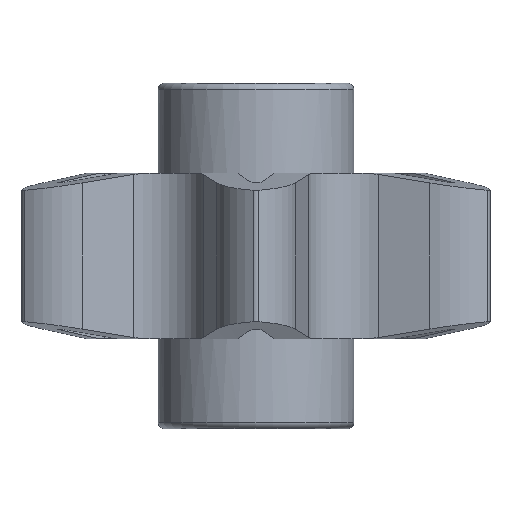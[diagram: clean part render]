
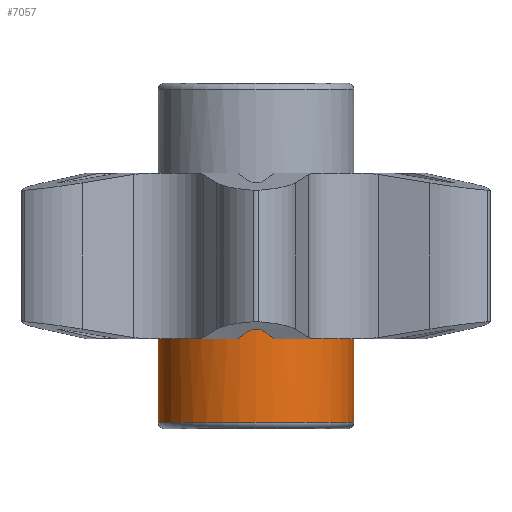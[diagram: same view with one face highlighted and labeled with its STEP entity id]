
A CAD part, front view. The second image highlights one B-rep face of the part: STEP entity #7057.
In plain terms, the highlighted cylindrical face has radius 4.5 mm (diameter 9 mm), a partial arc.
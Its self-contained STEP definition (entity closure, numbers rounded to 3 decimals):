
#512=CARTESIAN_POINT('',(0.,0.,-3.81));
#513=DIRECTION('',(0.,0.,-1.));
#514=DIRECTION('',(1.,0.,0.));
#515=AXIS2_PLACEMENT_3D('',#512,#513,#514);
#557=CARTESIAN_POINT('',(0.,0.,-3.81));
#558=DIRECTION('',(0.,0.,-1.));
#559=DIRECTION('',(-0.976,-0.219,0.));
#560=AXIS2_PLACEMENT_3D('',#557,#558,#559);
#599=CARTESIAN_POINT('',(0.,0.,-3.81));
#600=DIRECTION('',(0.,0.,-1.));
#601=DIRECTION('',(-0.298,-0.954,0.));
#602=AXIS2_PLACEMENT_3D('',#599,#600,#601);
#671=CARTESIAN_POINT('',(0.,0.,-3.81));
#672=DIRECTION('',(0.,0.,-1.));
#673=DIRECTION('',(0.677,-0.736,0.));
#674=AXIS2_PLACEMENT_3D('',#671,#672,#673);
#743=DIRECTION('',(0.,0.,-1.));
#744=VECTOR('',#743,2.51);
#745=CARTESIAN_POINT('',(1.343,-4.295,-1.3));
#746=LINE('',#745,#744);
#747=DIRECTION('',(0.,0.,1.));
#748=VECTOR('',#747,2.51);
#749=CARTESIAN_POINT('',(3.048,-3.311,-3.81));
#750=LINE('',#749,#748);
#751=CARTESIAN_POINT('',(0.,0.,-1.3));
#752=DIRECTION('',(0.,0.,-1.));
#753=DIRECTION('',(0.976,-0.219,0.));
#754=AXIS2_PLACEMENT_3D('',#751,#752,#753);
#756=DIRECTION('',(0.,0.,-1.));
#757=VECTOR('',#756,2.51);
#758=CARTESIAN_POINT('',(4.391,-0.984,
-1.3));
#759=LINE('',#758,#757);
#760=DIRECTION('',(0.,0.,-1.));
#761=VECTOR('',#760,3.828);
#762=CARTESIAN_POINT('',(4.5,0.,-3.81));
#763=LINE('',#762,#761);
#764=CARTESIAN_POINT('',(0.,0.,-7.638));
#765=DIRECTION('',(0.,0.,-1.));
#766=DIRECTION('',(1.,0.,0.));
#767=AXIS2_PLACEMENT_3D('',#764,#765,#766);
#769=DIRECTION('',(0.,0.,1.));
#770=VECTOR('',#769,3.828);
#771=CARTESIAN_POINT('',(-4.5,0.,-7.638));
#772=LINE('',#771,#770);
#773=DIRECTION('',(0.,0.,1.));
#774=VECTOR('',#773,2.51);
#775=CARTESIAN_POINT('',(-4.391,-0.984,-3.81));
#776=LINE('',#775,#774);
#777=CARTESIAN_POINT('',(0.,0.,-1.3));
#778=DIRECTION('',(0.,0.,-1.));
#779=DIRECTION('',(-0.677,-0.736,0.));
#780=AXIS2_PLACEMENT_3D('',#777,#778,#779);
#782=DIRECTION('',(0.,0.,-1.));
#783=VECTOR('',#782,2.51);
#784=CARTESIAN_POINT('',(-3.048,-3.311,
-1.3));
#785=LINE('',#784,#783);
#786=DIRECTION('',(0.,0.,1.));
#787=VECTOR('',#786,2.51);
#788=CARTESIAN_POINT('',(-1.343,-4.295,-3.81));
#789=LINE('',#788,#787);
#790=CARTESIAN_POINT('',(0.,0.,-1.3));
#791=DIRECTION('',(0.,0.,-1.));
#792=DIRECTION('',(0.298,-0.954,0.));
#793=AXIS2_PLACEMENT_3D('',#790,#791,#792);
#5429=CARTESIAN_POINT('',(4.5,0.,-7.638));
#5430=CARTESIAN_POINT('',(-4.5,0.,-7.638));
#5431=VERTEX_POINT('',#5429);
#5432=VERTEX_POINT('',#5430);
#5701=CARTESIAN_POINT('',(-4.5,0.,-3.81));
#5702=VERTEX_POINT('',#5701);
#5703=CARTESIAN_POINT('',(4.5,0.,-3.81));
#5704=VERTEX_POINT('',#5703);
#5705=CARTESIAN_POINT('',(4.391,-0.984,
-1.3));
#5706=CARTESIAN_POINT('',(4.391,-0.984,-3.81));
#5707=VERTEX_POINT('',#5705);
#5708=VERTEX_POINT('',#5706);
#5759=CARTESIAN_POINT('',(-4.391,-0.984,-1.3));
#5760=VERTEX_POINT('',#5759);
#5763=CARTESIAN_POINT('',(-4.391,-0.984,-3.81));
#5764=VERTEX_POINT('',#5763);
#5870=CARTESIAN_POINT('',(-3.048,-3.311,-3.81));
#5872=VERTEX_POINT('',#5870);
#5873=CARTESIAN_POINT('',(-1.343,-4.295,-3.81));
#5875=VERTEX_POINT('',#5873);
#5934=CARTESIAN_POINT('',(1.343,-4.295,-3.81));
#5936=VERTEX_POINT('',#5934);
#5937=CARTESIAN_POINT('',(3.048,-3.311,-3.81));
#5939=VERTEX_POINT('',#5937);
#5993=CARTESIAN_POINT('',(-3.048,-3.311,
-1.3));
#5994=VERTEX_POINT('',#5993);
#6015=CARTESIAN_POINT('',(-1.343,-4.295,-1.3));
#6016=VERTEX_POINT('',#6015);
#6089=CARTESIAN_POINT('',(1.343,-4.295,
-1.3));
#6090=VERTEX_POINT('',#6089);
#6111=CARTESIAN_POINT('',(3.048,-3.311,-1.3));
#6112=VERTEX_POINT('',#6111);
#7026=CARTESIAN_POINT('',(0.,0.,-7.938));
#7027=DIRECTION('',(0.,0.,-1.));
#7028=DIRECTION('',(-1.,0.,0.));
#7029=AXIS2_PLACEMENT_3D('',#7026,#7027,#7028);
#7030=CYLINDRICAL_SURFACE('',#7029,4.5);
#7032=ORIENTED_EDGE('',*,*,#7031,.T.);
#7033=ORIENTED_EDGE('',*,*,#6960,.F.);
#7035=ORIENTED_EDGE('',*,*,#7034,.T.);
#7036=ORIENTED_EDGE('',*,*,#6776,.F.);
#7038=ORIENTED_EDGE('',*,*,#7037,.T.);
#7039=ORIENTED_EDGE('',*,*,#6813,.F.);
#7041=ORIENTED_EDGE('',*,*,#7040,.T.);
#7043=ORIENTED_EDGE('',*,*,#7042,.T.);
#7045=ORIENTED_EDGE('',*,*,#7044,.T.);
#7046=ORIENTED_EDGE('',*,*,#6855,.F.);
#7048=ORIENTED_EDGE('',*,*,#7047,.T.);
#7049=ORIENTED_EDGE('',*,*,#6744,.F.);
#7050=ORIENTED_EDGE('',*,*,#6800,.T.);
#7051=ORIENTED_EDGE('',*,*,#6891,.F.);
#7053=ORIENTED_EDGE('',*,*,#7052,.T.);
#7054=ORIENTED_EDGE('',*,*,#6758,.F.);
#7055=EDGE_LOOP('',(#7032,#7033,#7035,#7036,#7038,#7039,#7041,#7043,#7045,#7046,
#7048,#7049,#7050,#7051,#7053,#7054));
#7056=FACE_OUTER_BOUND('',#7055,.F.);
#7057=ADVANCED_FACE('',(#7056),#7030,.T.);
#516=CIRCLE('',#515,4.5);
#561=CIRCLE('',#560,4.5);
#603=CIRCLE('',#602,4.5);
#675=CIRCLE('',#674,4.5);
#755=CIRCLE('',#754,4.5);
#768=CIRCLE('',#767,4.5);
#781=CIRCLE('',#780,4.5);
#794=CIRCLE('',#793,4.5);
#6744=EDGE_CURVE('',#5994,#5760,#781,.T.);
#6758=EDGE_CURVE('',#6090,#6016,#794,.T.);
#6776=EDGE_CURVE('',#5707,#6112,#755,.T.);
#6800=EDGE_CURVE('',#5994,#5872,#785,.T.);
#6813=EDGE_CURVE('',#5704,#5708,#516,.T.);
#6855=EDGE_CURVE('',#5764,#5702,#561,.T.);
#6891=EDGE_CURVE('',#5875,#5872,#603,.T.);
#6960=EDGE_CURVE('',#5939,#5936,#675,.T.);
#7031=EDGE_CURVE('',#6090,#5936,#746,.T.);
#7034=EDGE_CURVE('',#5939,#6112,#750,.T.);
#7037=EDGE_CURVE('',#5707,#5708,#759,.T.);
#7040=EDGE_CURVE('',#5704,#5431,#763,.T.);
#7042=EDGE_CURVE('',#5431,#5432,#768,.T.);
#7044=EDGE_CURVE('',#5432,#5702,#772,.T.);
#7047=EDGE_CURVE('',#5764,#5760,#776,.T.);
#7052=EDGE_CURVE('',#5875,#6016,#789,.T.);
